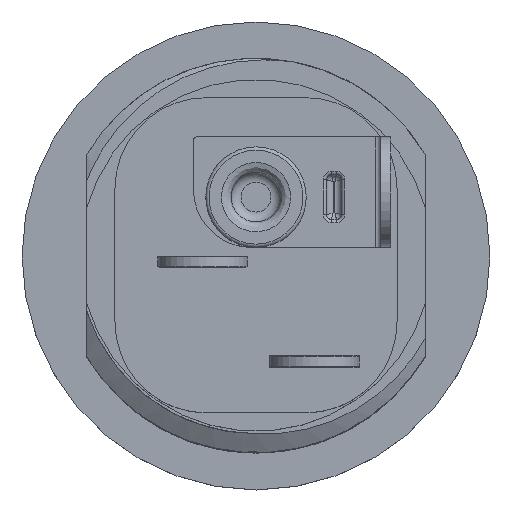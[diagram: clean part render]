
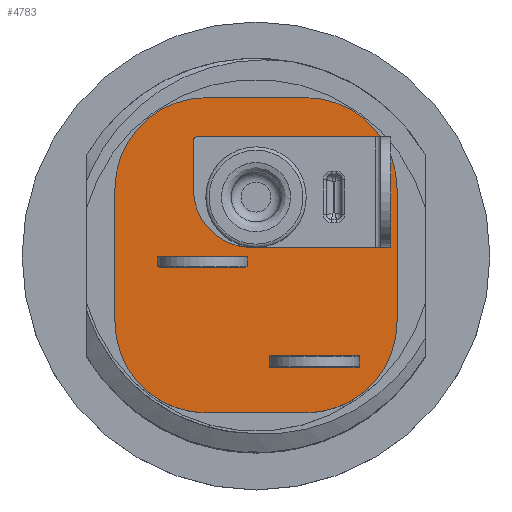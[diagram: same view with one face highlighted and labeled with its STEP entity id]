
A CAD part, top view. The second image highlights one B-rep face of the part: STEP entity #4783.
In plain terms, the highlighted planar face has unit normal (0, 0, 1).
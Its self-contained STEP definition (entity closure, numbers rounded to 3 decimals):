
#567=LINE('',#10205,#961);
#571=LINE('',#10213,#965);
#574=LINE('',#10219,#968);
#577=LINE('',#10224,#971);
#579=LINE('',#10229,#973);
#583=LINE('',#10237,#977);
#586=LINE('',#10243,#980);
#589=LINE('',#10248,#983);
#594=LINE('',#10263,#988);
#597=LINE('',#10269,#991);
#600=LINE('',#10275,#994);
#603=LINE('',#10279,#997);
#606=LINE('',#10287,#1000);
#610=LINE('',#10299,#1004);
#614=LINE('',#10311,#1008);
#618=LINE('',#10323,#1012);
#961=VECTOR('',#5994,10.);
#965=VECTOR('',#6000,10.);
#968=VECTOR('',#6005,10.);
#971=VECTOR('',#6010,10.);
#973=VECTOR('',#6014,10.);
#977=VECTOR('',#6020,10.);
#980=VECTOR('',#6025,10.);
#983=VECTOR('',#6030,10.);
#988=VECTOR('',#6043,10.);
#991=VECTOR('',#6048,10.);
#994=VECTOR('',#6053,10.);
#997=VECTOR('',#6058,10.);
#1000=VECTOR('',#6063,10.);
#1004=VECTOR('',#6075,10.);
#1008=VECTOR('',#6087,10.);
#1012=VECTOR('',#6099,10.);
#1162=FACE_BOUND('',#1787,.T.);
#1163=FACE_BOUND('',#1788,.T.);
#1164=FACE_BOUND('',#1789,.T.);
#1165=FACE_BOUND('',#1790,.T.);
#1274=PLANE('',#5119);
#1507=FACE_OUTER_BOUND('',#1786,.T.);
#1786=EDGE_LOOP('',(#4323,#4324,#4325,#4326,#4327,#4328,#4329,#4330));
#1787=EDGE_LOOP('',(#4331,#4332,#4333,#4334));
#1788=EDGE_LOOP('',(#4335,#4336,#4337,#4338));
#1789=EDGE_LOOP('',(#4339,#4340,#4341,#4342));
#1790=EDGE_LOOP('',(#4343));
#1920=CIRCLE('',#5097,1.);
#1923=CIRCLE('',#5106,2.75);
#1925=CIRCLE('',#5110,2.75);
#1927=CIRCLE('',#5114,2.75);
#1929=CIRCLE('',#5118,2.75);
#2330=VERTEX_POINT('',#10203);
#2331=VERTEX_POINT('',#10204);
#2334=VERTEX_POINT('',#10212);
#2336=VERTEX_POINT('',#10218);
#2338=VERTEX_POINT('',#10227);
#2339=VERTEX_POINT('',#10228);
#2342=VERTEX_POINT('',#10236);
#2344=VERTEX_POINT('',#10242);
#2346=VERTEX_POINT('',#10251);
#2350=VERTEX_POINT('',#10260);
#2351=VERTEX_POINT('',#10262);
#2353=VERTEX_POINT('',#10268);
#2355=VERTEX_POINT('',#10274);
#2358=VERTEX_POINT('',#10284);
#2359=VERTEX_POINT('',#10286);
#2361=VERTEX_POINT('',#10292);
#2363=VERTEX_POINT('',#10298);
#2365=VERTEX_POINT('',#10304);
#2367=VERTEX_POINT('',#10310);
#2369=VERTEX_POINT('',#10316);
#2371=VERTEX_POINT('',#10322);
#2980=EDGE_CURVE('',#2330,#2331,#567,.T.);
#2984=EDGE_CURVE('',#2331,#2334,#571,.T.);
#2987=EDGE_CURVE('',#2334,#2336,#574,.T.);
#2990=EDGE_CURVE('',#2336,#2330,#577,.T.);
#2992=EDGE_CURVE('',#2338,#2339,#579,.T.);
#2996=EDGE_CURVE('',#2342,#2338,#583,.T.);
#2999=EDGE_CURVE('',#2339,#2344,#586,.F.);
#3002=EDGE_CURVE('',#2344,#2342,#589,.T.);
#3004=EDGE_CURVE('',#2346,#2346,#1920,.T.);
#3009=EDGE_CURVE('',#2351,#2350,#594,.T.);
#3012=EDGE_CURVE('',#2353,#2351,#597,.T.);
#3015=EDGE_CURVE('',#2355,#2353,#600,.T.);
#3018=EDGE_CURVE('',#2350,#2355,#603,.T.);
#3021=EDGE_CURVE('',#2359,#2358,#606,.T.);
#3024=EDGE_CURVE('',#2361,#2359,#1923,.T.);
#3027=EDGE_CURVE('',#2363,#2361,#610,.T.);
#3030=EDGE_CURVE('',#2365,#2363,#1925,.T.);
#3033=EDGE_CURVE('',#2367,#2365,#614,.T.);
#3036=EDGE_CURVE('',#2369,#2367,#1927,.T.);
#3039=EDGE_CURVE('',#2371,#2369,#618,.T.);
#3042=EDGE_CURVE('',#2358,#2371,#1929,.T.);
#4323=ORIENTED_EDGE('',*,*,#3042,.T.);
#4324=ORIENTED_EDGE('',*,*,#3039,.T.);
#4325=ORIENTED_EDGE('',*,*,#3036,.T.);
#4326=ORIENTED_EDGE('',*,*,#3033,.T.);
#4327=ORIENTED_EDGE('',*,*,#3030,.T.);
#4328=ORIENTED_EDGE('',*,*,#3027,.T.);
#4329=ORIENTED_EDGE('',*,*,#3024,.T.);
#4330=ORIENTED_EDGE('',*,*,#3021,.T.);
#4331=ORIENTED_EDGE('',*,*,#2987,.T.);
#4332=ORIENTED_EDGE('',*,*,#2990,.T.);
#4333=ORIENTED_EDGE('',*,*,#2980,.T.);
#4334=ORIENTED_EDGE('',*,*,#2984,.T.);
#4335=ORIENTED_EDGE('',*,*,#2999,.T.);
#4336=ORIENTED_EDGE('',*,*,#3002,.T.);
#4337=ORIENTED_EDGE('',*,*,#2996,.T.);
#4338=ORIENTED_EDGE('',*,*,#2992,.T.);
#4339=ORIENTED_EDGE('',*,*,#3018,.T.);
#4340=ORIENTED_EDGE('',*,*,#3015,.T.);
#4341=ORIENTED_EDGE('',*,*,#3012,.T.);
#4342=ORIENTED_EDGE('',*,*,#3009,.T.);
#4343=ORIENTED_EDGE('',*,*,#3004,.T.);
#4783=ADVANCED_FACE('',(#1507,#1162,#1163,#1164,#1165),#1274,.T.);
#5097=AXIS2_PLACEMENT_3D('',#10252,#6034,#6035);
#5106=AXIS2_PLACEMENT_3D('',#10293,#6069,#6070);
#5110=AXIS2_PLACEMENT_3D('',#10305,#6081,#6082);
#5114=AXIS2_PLACEMENT_3D('',#10317,#6093,#6094);
#5118=AXIS2_PLACEMENT_3D('',#10327,#6105,#6106);
#5119=AXIS2_PLACEMENT_3D('',#10328,#6107,#6108);
#5994=DIRECTION('',(0.,1.,0.));
#6000=DIRECTION('',(1.,0.,0.));
#6005=DIRECTION('',(0.,-1.,0.));
#6010=DIRECTION('',(-1.,0.,0.));
#6014=DIRECTION('',(0.,1.,0.));
#6020=DIRECTION('',(-1.,0.,0.));
#6025=DIRECTION('',(-1.,0.,0.));
#6030=DIRECTION('',(0.,-1.,0.));
#6034=DIRECTION('center_axis',(0.,0.,-1.));
#6035=DIRECTION('ref_axis',(-1.,0.,0.));
#6043=DIRECTION('',(-1.,0.,0.));
#6048=DIRECTION('',(0.,-1.,0.));
#6053=DIRECTION('',(1.,0.,0.));
#6058=DIRECTION('',(0.,1.,0.));
#6063=DIRECTION('',(-1.,0.,0.));
#6069=DIRECTION('center_axis',(0.,0.,1.));
#6070=DIRECTION('ref_axis',(1.,0.,0.));
#6075=DIRECTION('',(0.,1.,0.));
#6081=DIRECTION('center_axis',(0.,0.,1.));
#6082=DIRECTION('ref_axis',(0.,-1.,0.));
#6087=DIRECTION('',(1.,0.,0.));
#6093=DIRECTION('center_axis',(0.,0.,1.));
#6094=DIRECTION('ref_axis',(-1.,0.,0.));
#6099=DIRECTION('',(0.,-1.,0.));
#6105=DIRECTION('center_axis',(0.,0.,1.));
#6106=DIRECTION('ref_axis',(0.,1.,0.));
#6107=DIRECTION('center_axis',(0.,0.,1.));
#6108=DIRECTION('ref_axis',(-1.,0.,0.));
#10203=CARTESIAN_POINT('',(0.405,-3.375,13.8));
#10204=CARTESIAN_POINT('',(0.405,-3.025,13.8));
#10205=CARTESIAN_POINT('',(0.405,-1.525,13.8));
#10212=CARTESIAN_POINT('',(3.105,-3.025,13.8));
#10213=CARTESIAN_POINT('',(0.,-3.025,13.8));
#10218=CARTESIAN_POINT('',(3.105,-3.375,13.8));
#10219=CARTESIAN_POINT('',(3.105,-1.525,13.8));
#10224=CARTESIAN_POINT('',(0.,-3.375,13.8));
#10227=CARTESIAN_POINT('',(-2.905,-0.375,13.8));
#10228=CARTESIAN_POINT('',(-2.905,-0.025,13.8));
#10229=CARTESIAN_POINT('',(-2.905,-0.025,13.8));
#10236=CARTESIAN_POINT('',(-0.315,-0.375,13.8));
#10237=CARTESIAN_POINT('',(0.,-0.375,13.8));
#10242=CARTESIAN_POINT('',(-0.315,-0.025,13.8));
#10243=CARTESIAN_POINT('',(0.,-0.025,13.8));
#10248=CARTESIAN_POINT('',(-0.315,-0.025,13.8));
#10251=CARTESIAN_POINT('',(1.,1.75,13.8));
#10252=CARTESIAN_POINT('Origin',(0.,1.75,13.8));
#10260=CARTESIAN_POINT('',(2.,0.95,13.8));
#10262=CARTESIAN_POINT('',(2.7,0.95,13.8));
#10263=CARTESIAN_POINT('',(2.,0.95,13.8));
#10268=CARTESIAN_POINT('',(2.7,2.55,13.8));
#10269=CARTESIAN_POINT('',(2.7,2.55,13.8));
#10274=CARTESIAN_POINT('',(2.,2.55,13.8));
#10275=CARTESIAN_POINT('',(2.,2.55,13.8));
#10279=CARTESIAN_POINT('',(2.,1.75,13.8));
#10284=CARTESIAN_POINT('',(-1.5,4.75,13.8));
#10286=CARTESIAN_POINT('',(1.5,4.75,13.8));
#10287=CARTESIAN_POINT('',(-1.5,4.75,13.8));
#10292=CARTESIAN_POINT('',(4.25,2.,13.8));
#10293=CARTESIAN_POINT('Origin',(1.5,2.,13.8));
#10298=CARTESIAN_POINT('',(4.25,-2.,13.8));
#10299=CARTESIAN_POINT('',(4.25,2.,13.8));
#10304=CARTESIAN_POINT('',(1.5,-4.75,13.8));
#10305=CARTESIAN_POINT('Origin',(1.5,-2.,13.8));
#10310=CARTESIAN_POINT('',(-1.5,-4.75,13.8));
#10311=CARTESIAN_POINT('',(-1.5,-4.75,13.8));
#10316=CARTESIAN_POINT('',(-4.25,-2.,13.8));
#10317=CARTESIAN_POINT('Origin',(-1.5,-2.,13.8));
#10322=CARTESIAN_POINT('',(-4.25,2.,13.8));
#10323=CARTESIAN_POINT('',(-4.25,2.,13.8));
#10327=CARTESIAN_POINT('Origin',(-1.5,2.,13.8));
#10328=CARTESIAN_POINT('Origin',(0.,0.,13.8));
